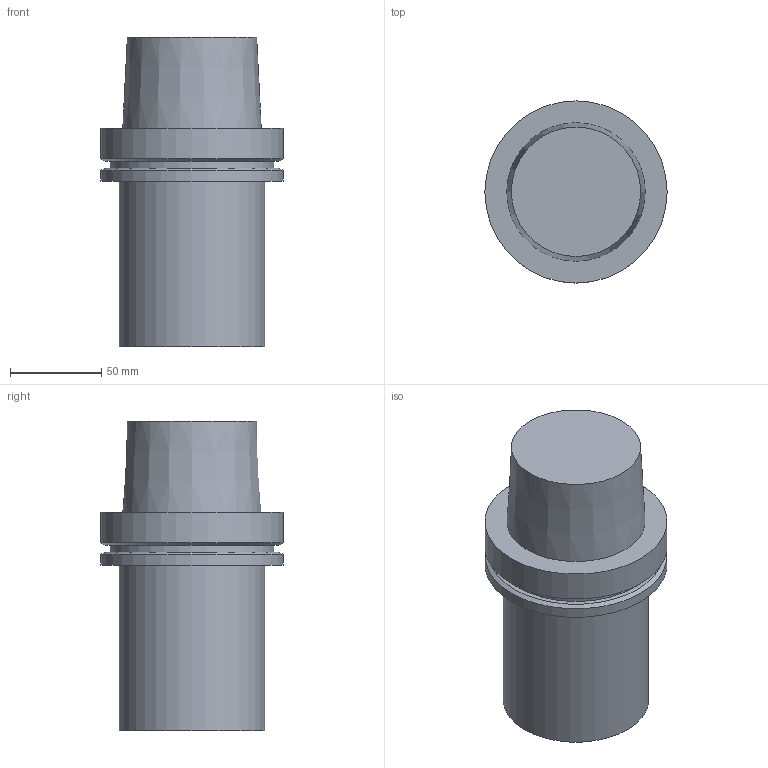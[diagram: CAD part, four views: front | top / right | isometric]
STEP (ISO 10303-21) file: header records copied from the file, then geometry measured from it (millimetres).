
FILE_DESCRIPTION(/* description */ (''),/* implementation_level */ '2;1');
FILE_NAME(/* name */ 'oznaceni_DOCUMENTNUMBERndi000_00_SIM.stp',/* time_stamp */ '2023-06-19T07:40:42+02:00',/* author */ (''),/* organization */ (''),/* preprocessor_version */ 'ST-DEVELOPER v16.7',/* originating_system */ 'SIEMENS PLM Software NX 12.0',/* authorisation */ '');
FILE_SCHEMA (('AUTOMOTIVE_DESIGN { 1 0 10303 214 3 1 1 1 }'));
Length unit declared in the file: millimetre
Products named in the file (1): 204784131ndi000_00
Bounding box: 100 x 100 x 170 mm (x, y, z)
Volume: 799072.7 mm3; surface area: 71818.3 mm2
Topology: 1 solids, 1 shells, 21 faces, 38 edges, 25 vertices
Faces by surface type: plane 8, cylinder 6, cone 4, bspline 3
Full cylindrical faces by diameter (mm): 20.5 x1, 80 x1, 90 x1, 100 x2
Entity records: 1459 total; most frequent: CARTESIAN_POINT 1060, DIRECTION 76, ORIENTED_EDGE 50, AXIS2_PLACEMENT_3D 38, EDGE_LOOP 37, FACE_BOUND 32, EDGE_CURVE 25, VERTEX_POINT 22
